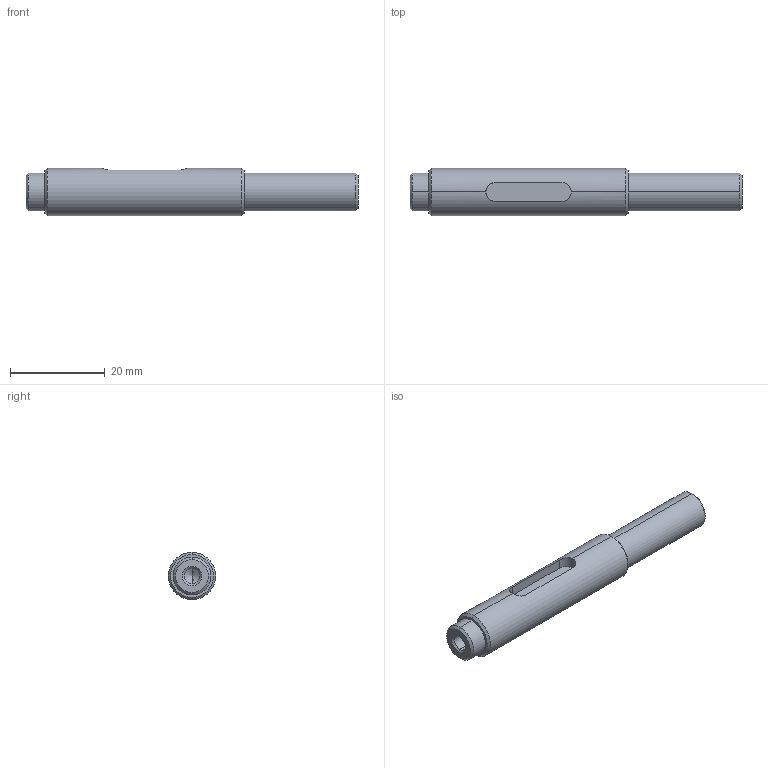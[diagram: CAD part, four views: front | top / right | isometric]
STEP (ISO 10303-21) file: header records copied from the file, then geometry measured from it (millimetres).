
FILE_DESCRIPTION (( 'STEP AP214' ), '1' );
FILE_NAME ('XW-USI-043-A-axe-moteur-Y.STEP', '2020-09-16T12:42:29', ( '' ), ( '' ), 'SwSTEP 2.0', 'SolidWorks 2016', '' );
FILE_SCHEMA (( 'AUTOMOTIVE_DESIGN' ));
Length unit declared in the file: millimetre
Products named in the file (1): XW-USI-043-A-axe-moteur-Y
Bounding box: 70 x 10 x 10 mm (x, y, z)
Volume: 4428 mm3; surface area: 2349.6 mm2
Topology: 1 solids, 1 shells, 31 faces, 67 edges, 39 vertices
Faces by surface type: cone 12, cylinder 12, plane 7
Entity records: 933 total; most frequent: CARTESIAN_POINT 196, DIRECTION 155, ORIENTED_EDGE 130, EDGE_CURVE 65, AXIS2_PLACEMENT_3D 62, VERTEX_POINT 39, EDGE_LOOP 34, ADVANCED_FACE 31
